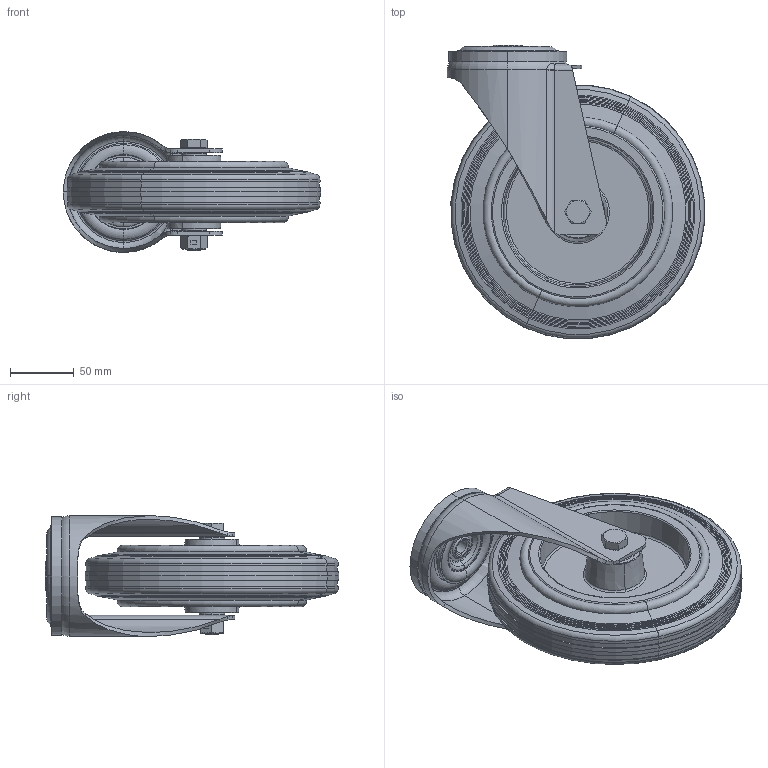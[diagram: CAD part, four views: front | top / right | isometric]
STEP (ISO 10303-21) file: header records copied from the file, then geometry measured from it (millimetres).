
FILE_DESCRIPTION (( 'STEP AP214' ), '1' );
FILE_NAME ('0056205.step', '2023-11-22T12:23:44', ( '' ), ( '' ), 'SwSTEP 2.0', 'SolidWorks 2020', '' );
FILE_SCHEMA (( 'AUTOMOTIVE_DESIGN' ));
Length unit declared in the file: millimetre
Products named in the file (1): 0056205
Bounding box: 202.17 x 230.67 x 95 mm (x, y, z)
Volume: 1043205.8 mm3; surface area: 260570.4 mm2
Topology: 18 solids, 19 shells, 438 faces, 940 edges, 541 vertices
Faces by surface type: torus 122, cone 103, plane 87, cylinder 80, sphere 24, bspline 22
Entity records: 19781 total; most frequent: CARTESIAN_POINT 5399, DIRECTION 2171, ORIENTED_EDGE 1784, AXIS2_PLACEMENT_3D 966, EDGE_CURVE 892, CIRCLE 549, VERTEX_POINT 517, EDGE_LOOP 487
